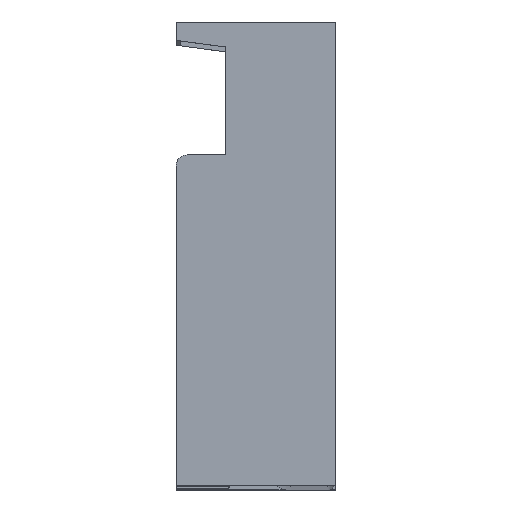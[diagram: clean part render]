
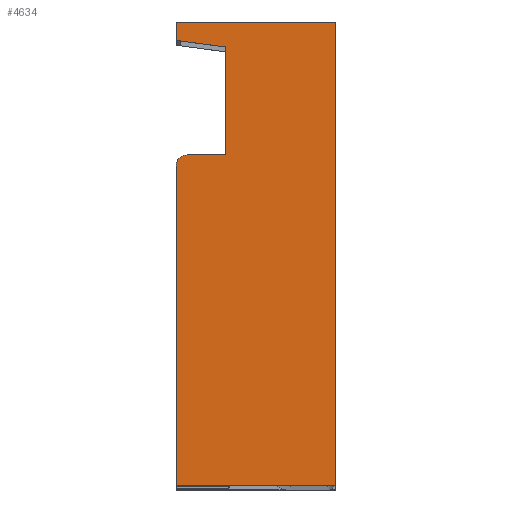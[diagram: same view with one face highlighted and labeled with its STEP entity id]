
A CAD part, top view. The second image highlights one B-rep face of the part: STEP entity #4634.
In plain terms, the highlighted face is planar.
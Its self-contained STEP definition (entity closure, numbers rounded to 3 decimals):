
#257=CIRCLE('',#5047,1.);
#272=CIRCLE('',#5097,0.2);
#1661=ORIENTED_EDGE('',*,*,#2373,.T.);
#1662=ORIENTED_EDGE('',*,*,#2357,.T.);
#1663=ORIENTED_EDGE('',*,*,#2267,.T.);
#1664=ORIENTED_EDGE('',*,*,#2376,.T.);
#1665=ORIENTED_EDGE('',*,*,#2377,.T.);
#1666=ORIENTED_EDGE('',*,*,#2379,.F.);
#1667=ORIENTED_EDGE('',*,*,#2381,.T.);
#1668=ORIENTED_EDGE('',*,*,#2308,.T.);
#1669=ORIENTED_EDGE('',*,*,#2275,.T.);
#1670=ORIENTED_EDGE('',*,*,#2365,.T.);
#2267=EDGE_CURVE('',#2785,#2784,#3201,.T.);
#2275=EDGE_CURVE('',#2793,#2792,#3209,.T.);
#2308=EDGE_CURVE('',#2815,#2793,#257,.T.);
#2357=EDGE_CURVE('',#2829,#2785,#3274,.T.);
#2365=EDGE_CURVE('',#2792,#2832,#3281,.T.);
#2373=EDGE_CURVE('',#2832,#2829,#3285,.T.);
#2376=EDGE_CURVE('',#2784,#2837,#3287,.T.);
#2377=EDGE_CURVE('',#2837,#2838,#3288,.T.);
#2379=EDGE_CURVE('',#2839,#2838,#272,.T.);
#2381=EDGE_CURVE('',#2839,#2815,#3291,.T.);
#2784=VERTEX_POINT('',#7750);
#2785=VERTEX_POINT('',#7752);
#2792=VERTEX_POINT('',#7768);
#2793=VERTEX_POINT('',#7770);
#2815=VERTEX_POINT('',#7837);
#2829=VERTEX_POINT('',#7919);
#2832=VERTEX_POINT('',#7930);
#2837=VERTEX_POINT('',#7957);
#2838=VERTEX_POINT('',#7961);
#2839=VERTEX_POINT('',#7965);
#3201=LINE('',#7751,#3649);
#3209=LINE('',#7769,#3657);
#3274=LINE('',#7918,#3722);
#3281=LINE('',#7931,#3729);
#3285=LINE('',#7953,#3733);
#3287=LINE('',#7958,#3735);
#3288=LINE('',#7960,#3736);
#3291=LINE('',#7968,#3739);
#3649=VECTOR('',#6149,1000.);
#3657=VECTOR('',#6161,1000.);
#3722=VECTOR('',#6310,1000.);
#3729=VECTOR('',#6321,1000.);
#3733=VECTOR('',#6353,1000.);
#3735=VECTOR('',#6359,1000.);
#3736=VECTOR('',#6362,1000.);
#3739=VECTOR('',#6371,1000.);
#3988=EDGE_LOOP('',(#1661,#1662,#1663,#1664,#1665,#1666,#1667,#1668,#1669,
#1670));
#4255=FACE_BOUND('',#3988,.T.);
#4419=PLANE('',#5099);
#4634=ADVANCED_FACE('',(#4255),#4419,.T.);
#5047=AXIS2_PLACEMENT_3D('',#7836,#6212,#6213);
#5097=AXIS2_PLACEMENT_3D('',#7964,#6366,#6367);
#5099=AXIS2_PLACEMENT_3D('',#7969,#6372,#6373);
#6149=DIRECTION('',(0.,0.,-1.));
#6161=DIRECTION('',(0.,0.,-1.));
#6212=DIRECTION('',(1.,0.,0.));
#6213=DIRECTION('',(0.,0.,-1.));
#6310=DIRECTION('',(0.,-1.,0.));
#6321=DIRECTION('',(0.,1.,0.));
#6353=DIRECTION('',(0.,0.,1.));
#6359=DIRECTION('',(0.,0.991,-0.131));
#6362=DIRECTION('',(0.,0.,-1.));
#6366=DIRECTION('',(1.,0.,0.));
#6367=DIRECTION('',(0.,0.,-1.));
#6371=DIRECTION('',(0.,-1.,0.));
#6372=DIRECTION('',(1.,0.,0.));
#6373=DIRECTION('',(0.,0.,-1.));
#7750=CARTESIAN_POINT('',(5.25,-0.857,18.1));
#7751=CARTESIAN_POINT('',(5.25,-0.857,19.75));
#7752=CARTESIAN_POINT('',(5.25,-0.857,19.75));
#7768=CARTESIAN_POINT('',(5.25,-0.857,-21.7));
#7769=CARTESIAN_POINT('',(5.25,-0.857,6.85));
#7770=CARTESIAN_POINT('',(5.25,-0.857,6.85));
#7836=CARTESIAN_POINT('',(5.25,0.143,6.85));
#7837=CARTESIAN_POINT('',(5.25,0.143,7.85));
#7918=CARTESIAN_POINT('',(5.25,13.4,19.75));
#7919=CARTESIAN_POINT('',(5.25,13.4,19.75));
#7930=CARTESIAN_POINT('',(5.25,13.4,-21.7));
#7931=CARTESIAN_POINT('',(5.25,-0.857,-21.7));
#7953=CARTESIAN_POINT('',(5.25,13.4,-21.7));
#7957=CARTESIAN_POINT('',(5.25,3.603,17.513));
#7958=CARTESIAN_POINT('',(5.25,-0.857,18.1));
#7960=CARTESIAN_POINT('',(5.25,3.603,17.513));
#7961=CARTESIAN_POINT('',(5.25,3.603,8.05));
#7964=CARTESIAN_POINT('',(5.25,3.403,8.05));
#7965=CARTESIAN_POINT('',(5.25,3.403,7.85));
#7968=CARTESIAN_POINT('',(5.25,3.403,7.85));
#7969=CARTESIAN_POINT('',(5.25,3.403,8.05));
